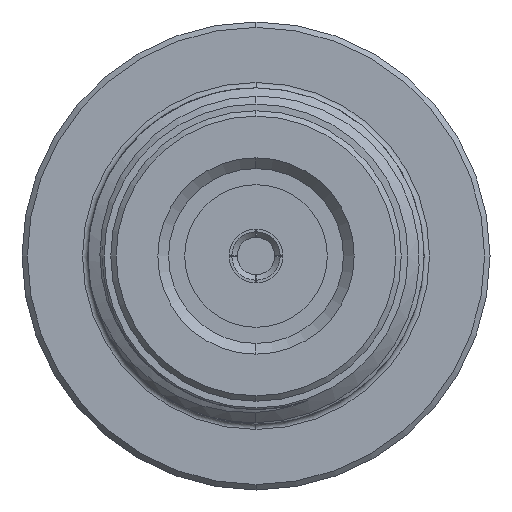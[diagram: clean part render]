
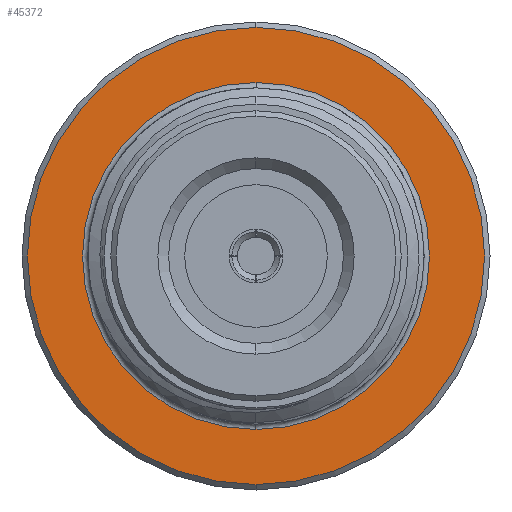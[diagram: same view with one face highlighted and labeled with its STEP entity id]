
A CAD part, left-side view. The second image highlights one B-rep face of the part: STEP entity #45372.
In plain terms, the highlighted planar face has unit normal (-1, 0, 0).
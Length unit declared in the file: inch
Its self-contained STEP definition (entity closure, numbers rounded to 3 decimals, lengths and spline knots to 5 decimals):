
#480 = DIRECTION ( 'NONE',  ( 0., 0., 1. ) ) ;
#3594 = DIRECTION ( 'NONE',  ( 1., 0., 0. ) ) ;
#4060 = CARTESIAN_POINT ( 'NONE',  ( 0.95873, 0., 0. ) ) ;
#5669 = ORIENTED_EDGE ( 'NONE', *, *, #30746, .T. ) ;
#6020 = AXIS2_PLACEMENT_3D ( 'NONE', #4060, #3594, #22213 ) ;
#6083 = DIRECTION ( 'NONE',  ( -1., 0., 0. ) ) ;
#7552 = AXIS2_PLACEMENT_3D ( 'NONE', #22605, #11431, #44472 ) ;
#11431 = DIRECTION ( 'NONE',  ( -1., 0., 0. ) ) ;
#11932 = CIRCLE ( 'NONE', #13242, 0.425 ) ;
#13242 = AXIS2_PLACEMENT_3D ( 'NONE', #42133, #15923, #38266 ) ;
#14940 = AXIS2_PLACEMENT_3D ( 'NONE', #19751, #41603, #480 ) ;
#15792 = EDGE_CURVE ( 'NONE', #23742, #44986, #25459, .T. ) ;
#15923 = DIRECTION ( 'NONE',  ( -1., 0., 0. ) ) ;
#16839 = CIRCLE ( 'NONE', #6020, 0.3225 ) ;
#17285 = DIRECTION ( 'NONE',  ( 0., 0., 1. ) ) ;
#17675 = EDGE_LOOP ( 'NONE', ( #18640, #44129 ) ) ;
#17749 = PLANE ( 'NONE',  #24957 ) ;
#17891 = CARTESIAN_POINT ( 'NONE',  ( 0.95873, 0., -0.425 ) ) ;
#18640 = ORIENTED_EDGE ( 'NONE', *, *, #15792, .T. ) ;
#19227 = CARTESIAN_POINT ( 'NONE',  ( 0.95873, 0., 0.3225 ) ) ;
#19751 = CARTESIAN_POINT ( 'NONE',  ( 0.95873, 0., 0. ) ) ;
#22006 = FACE_BOUND ( 'NONE', #17675, .T. ) ;
#22213 = DIRECTION ( 'NONE',  ( 0., 0., 1. ) ) ;
#22401 = ORIENTED_EDGE ( 'NONE', *, *, #32937, .T. ) ;
#22605 = CARTESIAN_POINT ( 'NONE',  ( 0.95873, 0., 0. ) ) ;
#23742 = VERTEX_POINT ( 'NONE', #19227 ) ;
#24957 = AXIS2_PLACEMENT_3D ( 'NONE', #39469, #6083, #17285 ) ;
#25459 = CIRCLE ( 'NONE', #14940, 0.3225 ) ;
#30746 = EDGE_CURVE ( 'NONE', #37774, #45206, #36330, .T. ) ;
#32163 = CARTESIAN_POINT ( 'NONE',  ( 0.95873, 0., 0.425 ) ) ;
#32937 = EDGE_CURVE ( 'NONE', #45206, #37774, #11932, .T. ) ;
#36330 = CIRCLE ( 'NONE', #7552, 0.425 ) ;
#37774 = VERTEX_POINT ( 'NONE', #17891 ) ;
#38266 = DIRECTION ( 'NONE',  ( 0., 0., 1. ) ) ;
#39400 = FACE_OUTER_BOUND ( 'NONE', #47180, .T. ) ;
#39469 = CARTESIAN_POINT ( 'NONE',  ( 0.95873, 0., 0. ) ) ;
#41068 = CARTESIAN_POINT ( 'NONE',  ( 0.95873, 0., -0.3225 ) ) ;
#41603 = DIRECTION ( 'NONE',  ( 1., 0., 0. ) ) ;
#42133 = CARTESIAN_POINT ( 'NONE',  ( 0.95873, 0., 0. ) ) ;
#44129 = ORIENTED_EDGE ( 'NONE', *, *, #45915, .T. ) ;
#44472 = DIRECTION ( 'NONE',  ( 0., 0., 1. ) ) ;
#44986 = VERTEX_POINT ( 'NONE', #41068 ) ;
#45206 = VERTEX_POINT ( 'NONE', #32163 ) ;
#45372 = ADVANCED_FACE ( 'NONE', ( #22006, #39400 ), #17749, .T. ) ;
#45915 = EDGE_CURVE ( 'NONE', #44986, #23742, #16839, .T. ) ;
#47180 = EDGE_LOOP ( 'NONE', ( #5669, #22401 ) ) ;
